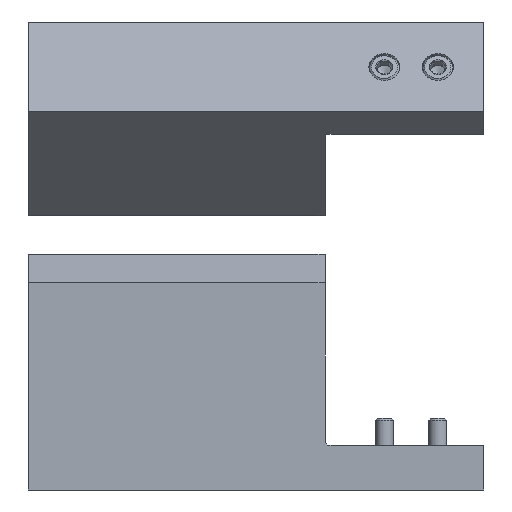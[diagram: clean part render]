
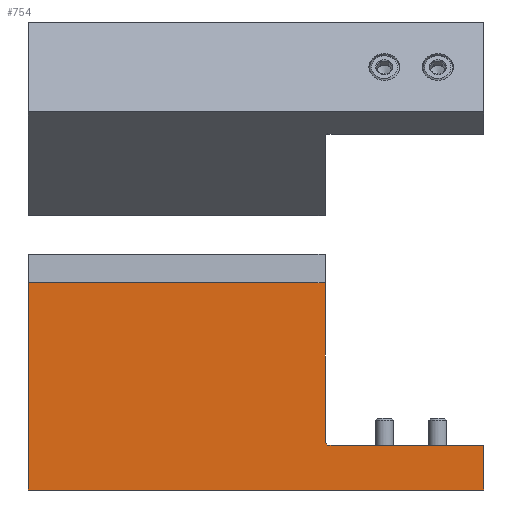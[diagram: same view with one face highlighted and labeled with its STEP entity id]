
A CAD part, left-side view. The second image highlights one B-rep face of the part: STEP entity #754.
In plain terms, the highlighted face is planar.
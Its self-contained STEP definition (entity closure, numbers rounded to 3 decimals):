
#146=ORIENTED_EDGE('',*,*,#317,.T.);
#147=ORIENTED_EDGE('',*,*,#322,.T.);
#148=ORIENTED_EDGE('',*,*,#311,.T.);
#149=ORIENTED_EDGE('',*,*,#323,.T.);
#150=ORIENTED_EDGE('',*,*,#324,.T.);
#151=ORIENTED_EDGE('',*,*,#325,.T.);
#152=ORIENTED_EDGE('',*,*,#326,.T.);
#311=EDGE_CURVE('',#401,#400,#465,.T.);
#317=EDGE_CURVE('',#407,#406,#471,.T.);
#322=EDGE_CURVE('',#406,#401,#476,.T.);
#323=EDGE_CURVE('',#400,#409,#477,.T.);
#324=EDGE_CURVE('',#409,#410,#478,.T.);
#325=EDGE_CURVE('',#410,#411,#479,.T.);
#326=EDGE_CURVE('',#411,#407,#480,.T.);
#400=VERTEX_POINT('',#1194);
#401=VERTEX_POINT('',#1196);
#406=VERTEX_POINT('',#1207);
#407=VERTEX_POINT('',#1209);
#409=VERTEX_POINT('',#1219);
#410=VERTEX_POINT('',#1221);
#411=VERTEX_POINT('',#1223);
#465=LINE('',#1195,#510);
#471=LINE('',#1208,#516);
#476=LINE('',#1217,#521);
#477=LINE('',#1218,#522);
#478=LINE('',#1220,#523);
#479=LINE('',#1222,#524);
#480=LINE('',#1224,#525);
#510=VECTOR('',#942,1000.);
#516=VECTOR('',#950,1000.);
#521=VECTOR('',#959,1000.);
#522=VECTOR('',#960,1000.);
#523=VECTOR('',#961,1000.);
#524=VECTOR('',#962,1000.);
#525=VECTOR('',#963,1000.);
#555=EDGE_LOOP('',(#146,#147,#148,#149,#150,#151,#152));
#638=FACE_BOUND('',#555,.T.);
#724=PLANE('',#836);
#754=ADVANCED_FACE('',(#638),#724,.T.);
#836=AXIS2_PLACEMENT_3D('',#1216,#957,#958);
#942=DIRECTION('',(0.,0.,1.));
#950=DIRECTION('',(0.,0.,-1.));
#957=DIRECTION('',(1.,0.,0.));
#958=DIRECTION('',(0.,0.,-1.));
#959=DIRECTION('',(0.,1.,0.));
#960=DIRECTION('',(0.,-1.,0.));
#961=DIRECTION('',(0.,0.,-1.));
#962=DIRECTION('',(0.,1.,0.));
#963=DIRECTION('',(0.,0.707,-0.707));
#1194=CARTESIAN_POINT('',(17.5,153.5,0.));
#1195=CARTESIAN_POINT('',(17.5,153.5,-79.4));
#1196=CARTESIAN_POINT('',(17.5,153.5,-69.874));
#1207=CARTESIAN_POINT('',(17.5,53.5,-69.874));
#1208=CARTESIAN_POINT('',(17.5,53.5,-16.));
#1209=CARTESIAN_POINT('',(17.5,53.5,-16.));
#1216=CARTESIAN_POINT('',(17.5,0.,0.));
#1217=CARTESIAN_POINT('',(17.5,0.,-69.874));
#1218=CARTESIAN_POINT('',(17.5,153.5,0.));
#1219=CARTESIAN_POINT('',(17.5,0.,0.));
#1220=CARTESIAN_POINT('',(17.5,0.,0.));
#1221=CARTESIAN_POINT('',(17.5,0.,-15.));
#1222=CARTESIAN_POINT('',(17.5,0.,-15.));
#1223=CARTESIAN_POINT('',(17.5,52.5,-15.));
#1224=CARTESIAN_POINT('',(17.5,52.5,-15.));
